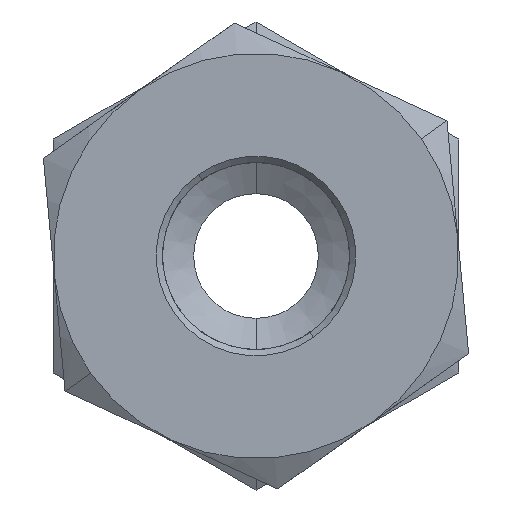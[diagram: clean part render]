
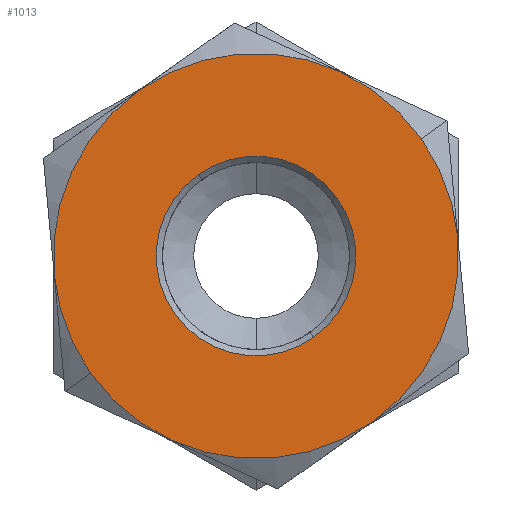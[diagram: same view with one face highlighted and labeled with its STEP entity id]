
A CAD part, front view. The second image highlights one B-rep face of the part: STEP entity #1013.
In plain terms, the highlighted planar face has unit normal (0, -1, 0).
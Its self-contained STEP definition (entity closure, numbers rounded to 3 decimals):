
#1013=ADVANCED_FACE('',(#2347,#2348),#2349,.T.);
#2347=FACE_OUTER_BOUND('',#4039,.T.);
#2348=FACE_BOUND('',#4040,.T.);
#2349=PLANE('',#4041);
#4039=EDGE_LOOP('',(#7083,#7084,#7085,#7086,#7087,#7088,#7089,#7090));
#4040=EDGE_LOOP('',(#7091,#7092));
#4041=AXIS2_PLACEMENT_3D('',#7093,#7094,#7095);
#7083=ORIENTED_EDGE('',*,*,#11275,.T.);
#7084=ORIENTED_EDGE('',*,*,#10294,.T.);
#7085=ORIENTED_EDGE('',*,*,#11276,.F.);
#7086=ORIENTED_EDGE('',*,*,#10283,.F.);
#7087=ORIENTED_EDGE('',*,*,#11277,.T.);
#7088=ORIENTED_EDGE('',*,*,#11278,.T.);
#7089=ORIENTED_EDGE('',*,*,#11279,.F.);
#7090=ORIENTED_EDGE('',*,*,#11280,.F.);
#7091=ORIENTED_EDGE('',*,*,#11281,.T.);
#7092=ORIENTED_EDGE('',*,*,#11282,.T.);
#7093=CARTESIAN_POINT('',(0.0,-13.318,0.0));
#7094=DIRECTION('',(0.0,-1.0,0.0));
#7095=DIRECTION('',(0.578,0.0,-0.816));
#10283=EDGE_CURVE('',#12386,#12387,#12388,.T.);
#10294=EDGE_CURVE('',#12402,#12405,#12407,.T.);
#11275=EDGE_CURVE('',#13271,#12402,#14009,.T.);
#11276=EDGE_CURVE('',#12387,#12405,#14010,.T.);
#11277=EDGE_CURVE('',#12386,#14011,#14012,.T.);
#11278=EDGE_CURVE('',#14011,#13935,#14013,.T.);
#11279=EDGE_CURVE('',#14014,#13935,#14015,.T.);
#11280=EDGE_CURVE('',#13271,#14014,#14016,.T.);
#11281=EDGE_CURVE('',#14017,#14018,#14019,.T.);
#11282=EDGE_CURVE('',#14018,#14017,#14020,.T.);
#12386=VERTEX_POINT('',#15394);
#12387=VERTEX_POINT('',#15395);
#12388=CIRCLE('',#15396,6.5);
#12402=VERTEX_POINT('',#15432);
#12405=VERTEX_POINT('',#15436);
#12407=CIRCLE('',#15447,6.5);
#13271=VERTEX_POINT('',#16808);
#13935=VERTEX_POINT('',#17892);
#14009=CIRCLE('',#18014,6.5);
#14010=CIRCLE('',#18015,6.5);
#14011=VERTEX_POINT('',#18016);
#14012=CIRCLE('',#18017,6.5);
#14013=CIRCLE('',#18018,6.5);
#14014=VERTEX_POINT('',#18019);
#14015=CIRCLE('',#18020,6.5);
#14016=CIRCLE('',#18021,6.5);
#14017=VERTEX_POINT('',#18022);
#14018=VERTEX_POINT('',#18023);
#14019=CIRCLE('',#18024,3.2);
#14020=CIRCLE('',#18025,3.2);
#15394=CARTESIAN_POINT('',(6.472,-13.318,0.603));
#15395=CARTESIAN_POINT('',(3.758,-13.318,-5.303));
#15396=AXIS2_PLACEMENT_3D('',#19827,#19828,#19829);
#15432=CARTESIAN_POINT('',(-5.303,-13.318,-3.758));
#15436=CARTESIAN_POINT('',(-2.714,-13.318,-5.906));
#15447=AXIS2_PLACEMENT_3D('',#19835,#19836,#19837);
#16808=CARTESIAN_POINT('',(-6.472,-13.318,-0.603));
#17892=CARTESIAN_POINT('',(2.714,-13.318,5.906));
#18014=AXIS2_PLACEMENT_3D('',#20887,#20888,#20889);
#18015=AXIS2_PLACEMENT_3D('',#20890,#20891,#20892);
#18016=CARTESIAN_POINT('',(5.303,-13.318,3.758));
#18017=AXIS2_PLACEMENT_3D('',#20893,#20894,#20895);
#18018=AXIS2_PLACEMENT_3D('',#20896,#20897,#20898);
#18019=CARTESIAN_POINT('',(-3.758,-13.318,5.303));
#18020=AXIS2_PLACEMENT_3D('',#20899,#20900,#20901);
#18021=AXIS2_PLACEMENT_3D('',#20902,#20903,#20904);
#18022=CARTESIAN_POINT('',(-1.85,-13.318,2.611));
#18023=CARTESIAN_POINT('',(1.85,-13.318,-2.611));
#18024=AXIS2_PLACEMENT_3D('',#20905,#20906,#20907);
#18025=AXIS2_PLACEMENT_3D('',#20908,#20909,#20910);
#19827=CARTESIAN_POINT('',(0.0,-13.318,0.0));
#19828=DIRECTION('',(-0.0,1.0,0.0));
#19829=DIRECTION('',(0.996,0.0,0.093));
#19835=CARTESIAN_POINT('',(0.0,-13.318,0.0));
#19836=DIRECTION('',(0.0,-1.0,-0.0));
#19837=DIRECTION('',(-0.996,0.0,-0.093));
#20887=CARTESIAN_POINT('',(0.0,-13.318,0.0));
#20888=DIRECTION('',(0.0,-1.0,-0.0));
#20889=DIRECTION('',(-0.996,0.0,-0.093));
#20890=CARTESIAN_POINT('',(0.0,-13.318,0.0));
#20891=DIRECTION('',(0.0,1.0,0.0));
#20892=DIRECTION('',(0.578,0.0,-0.816));
#20893=CARTESIAN_POINT('',(0.0,-13.318,0.0));
#20894=DIRECTION('',(0.0,-1.0,0.0));
#20895=DIRECTION('',(0.996,0.0,0.093));
#20896=CARTESIAN_POINT('',(0.0,-13.318,0.0));
#20897=DIRECTION('',(0.0,-1.0,0.0));
#20898=DIRECTION('',(0.996,0.0,0.093));
#20899=CARTESIAN_POINT('',(0.0,-13.318,0.0));
#20900=DIRECTION('',(0.0,1.0,0.0));
#20901=DIRECTION('',(-0.578,-0.0,0.816));
#20902=CARTESIAN_POINT('',(0.0,-13.318,0.0));
#20903=DIRECTION('',(0.0,1.0,0.0));
#20904=DIRECTION('',(-0.996,0.0,-0.093));
#20905=CARTESIAN_POINT('',(0.0,-13.318,0.0));
#20906=DIRECTION('',(0.0,1.0,0.0));
#20907=DIRECTION('',(0.578,0.0,-0.816));
#20908=CARTESIAN_POINT('',(0.0,-13.318,0.0));
#20909=DIRECTION('',(0.0,1.0,0.0));
#20910=DIRECTION('',(0.578,0.0,-0.816));
